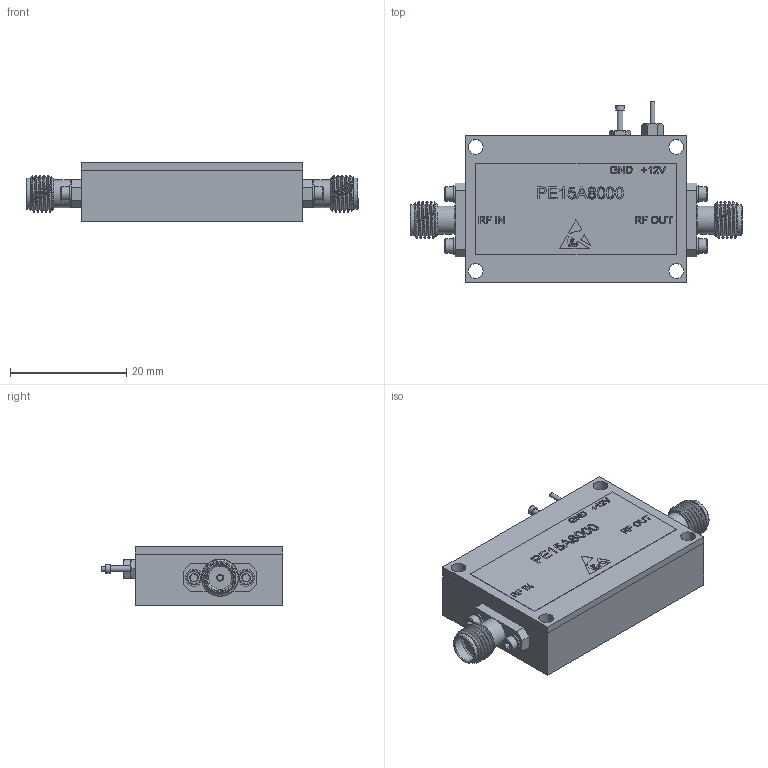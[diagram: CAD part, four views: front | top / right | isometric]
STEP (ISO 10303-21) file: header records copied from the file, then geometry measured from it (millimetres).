
FILE_DESCRIPTION (( 'STEP AP203' ), '1' );
FILE_NAME ('PE15A8000_3D.step', '2020-10-09T18:58:57', ( '' ), ( '' ), 'SwSTEP 2.0', 'SolidWorks 2018', '' );
FILE_SCHEMA (( 'CONFIG_CONTROL_DESIGN' ));
Products named in the file (1): PE15A8000_3D
Bounding box: 57.15 x 31.24 x 10.24 mm (x, y, z)
Volume: 10202.5 mm3; surface area: 4361.6 mm2
Topology: 1 solids, 7 shells, 627 faces, 1551 edges, 1003 vertices
Faces by surface type: plane 355, bspline 160, cone 56, cylinder 52, torus 4
Full cylindrical faces by diameter (mm): 0.762 x1, 0.94 x2, 1.016 x1, 1.194 x4, 1.524 x13, 1.854 x4, 2.438 x4, 2.54 x6, 2.946 x4, 4.521 x2, 4.826 x2, 5.334 x2
Entity records: 29770 total; most frequent: CARTESIAN_POINT 16607, ORIENTED_EDGE 2878, DIRECTION 2127, EDGE_CURVE 1439, VERTEX_POINT 962, LINE 891, VECTOR 891, EDGE_LOOP 763
